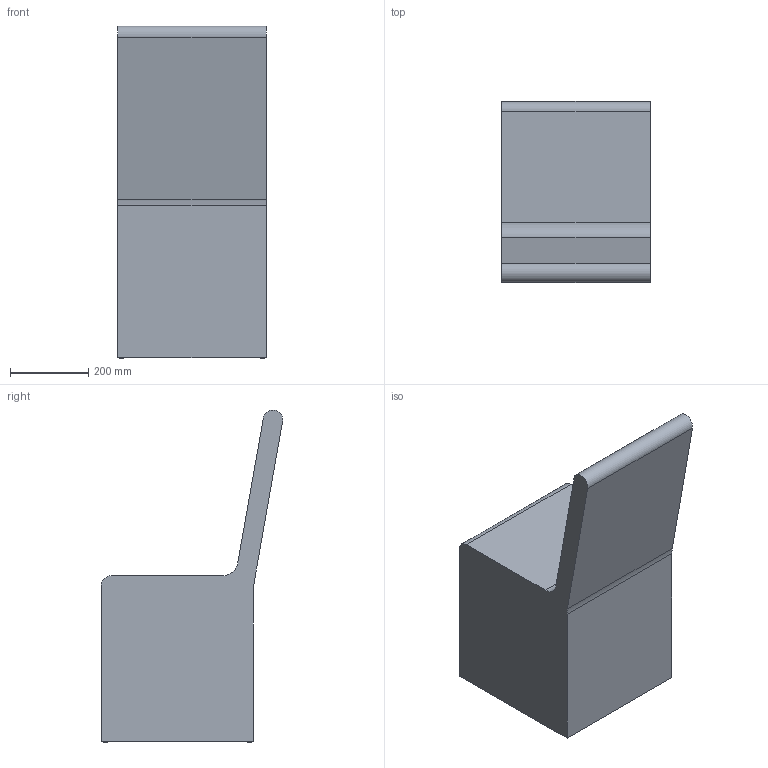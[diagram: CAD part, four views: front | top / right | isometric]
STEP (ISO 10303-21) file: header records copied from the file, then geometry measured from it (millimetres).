
FILE_DESCRIPTION(('CATIA V5 STEP Exchange'),'2;1');
FILE_NAME('Chaise3.stp','2021-02-17T14:38:32+00:00',('none'),('none'),'CATIA Version 5 Release 20 GA (IN-10)','CATIA V5 STEP AP203','none');
FILE_SCHEMA(('CONFIG_CONTROL_DESIGN'));
Length unit declared in the file: millimetre
Products named in the file (1): Chaise
Bounding box: 380 x 464.94 x 851 mm (x, y, z)
Volume: 71135968.4 mm3; surface area: 1306766.8 mm2
Topology: 1 solids, 1 shells, 24 faces, 62 edges, 46 vertices
Faces by surface type: cylinder 12, plane 12
Entity records: 734 total; most frequent: CARTESIAN_POINT 132, ORIENTED_EDGE 108, DIRECTION 96, EDGE_CURVE 54, AXIS2_PLACEMENT_3D 42, VECTOR 38, LINE 38, VERTEX_POINT 36
